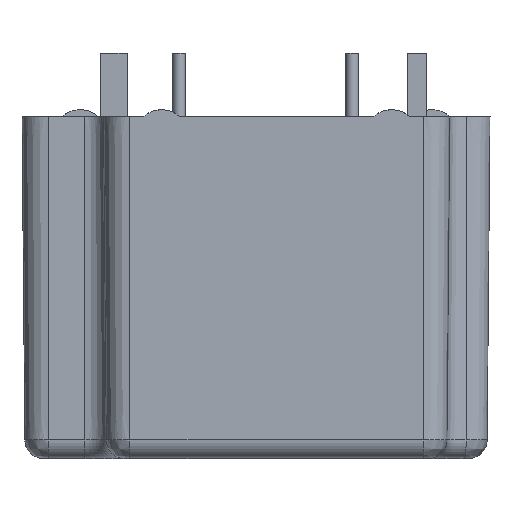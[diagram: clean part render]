
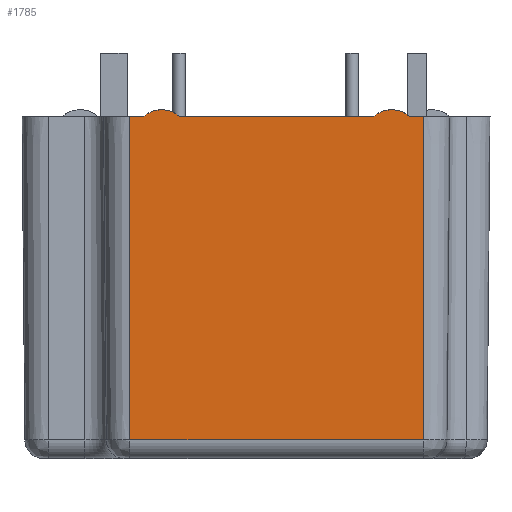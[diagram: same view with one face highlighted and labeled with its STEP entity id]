
A CAD part, front view. The second image highlights one B-rep face of the part: STEP entity #1785.
In plain terms, the highlighted planar face has unit normal (0, -1, -0.009).
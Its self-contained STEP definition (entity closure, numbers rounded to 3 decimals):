
#46=DIRECTION('',(1.,0.,0.));
#47=VECTOR('',#46,0.81);
#48=CARTESIAN_POINT('',(8.298,-16.256,0.));
#49=LINE('',#48,#47);
#62=DIRECTION('',(1.,0.,0.));
#63=VECTOR('',#62,11.382);
#64=CARTESIAN_POINT('',(-5.184,-16.256,0.));
#65=LINE('',#64,#63);
#78=DIRECTION('',(1.,0.,0.));
#79=VECTOR('',#78,0.81);
#80=CARTESIAN_POINT('',(-8.094,-16.256,0.));
#81=LINE('',#80,#79);
#521=CARTESIAN_POINT('',(7.272,-16.26,0.406));
#522=CARTESIAN_POINT('',(7.47,-16.26,0.406));
#523=CARTESIAN_POINT('',(7.836,-16.259,0.331));
#524=CARTESIAN_POINT('',(8.154,-16.257,0.135));
#525=CARTESIAN_POINT('',(8.298,-16.256,0.));
#527=DIRECTION('',(-1.,0.,0.));
#528=VECTOR('',#527,17.202);
#529=CARTESIAN_POINT('',(9.108,-16.091,-18.95));
#530=LINE('',#529,#528);
#531=DIRECTION('',(0.,0.009,-1.));
#532=VECTOR('',#531,18.951);
#533=CARTESIAN_POINT('',(-8.094,-16.256,0.));
#534=LINE('',#533,#532);
#535=CARTESIAN_POINT('',(-6.259,-16.26,0.406));
#536=CARTESIAN_POINT('',(-6.456,-16.26,0.406));
#537=CARTESIAN_POINT('',(-6.822,-16.259,
0.331));
#538=CARTESIAN_POINT('',(-7.14,-16.257,
0.135));
#539=CARTESIAN_POINT('',(-7.284,-16.256,0.));
#541=CARTESIAN_POINT('',(-6.21,-16.26,0.406));
#542=CARTESIAN_POINT('',(-6.012,-16.26,0.406));
#543=CARTESIAN_POINT('',(-5.646,-16.259,
0.331));
#544=CARTESIAN_POINT('',(-5.328,-16.257,
0.135));
#545=CARTESIAN_POINT('',(-5.184,-16.256,0.));
#547=CARTESIAN_POINT('',(7.223,-16.26,0.406));
#548=CARTESIAN_POINT('',(7.026,-16.26,0.406));
#549=CARTESIAN_POINT('',(6.66,-16.259,0.331));
#550=CARTESIAN_POINT('',(6.342,-16.257,0.135));
#551=CARTESIAN_POINT('',(6.198,-16.256,0.));
#589=DIRECTION('',(1.,0.,0.));
#590=VECTOR('',#589,0.049);
#591=CARTESIAN_POINT('',(7.223,-16.26,0.406));
#592=LINE('',#591,#590);
#605=DIRECTION('',(1.,0.,0.));
#606=VECTOR('',#605,0.049);
#607=CARTESIAN_POINT('',(-6.259,-16.26,0.406));
#608=LINE('',#607,#606);
#662=DIRECTION('',(0.,0.009,-1.));
#663=VECTOR('',#662,18.951);
#664=CARTESIAN_POINT('',(9.108,-16.256,0.));
#665=LINE('',#664,#663);
#933=CARTESIAN_POINT('',(-8.094,-16.256,0.));
#934=VERTEX_POINT('',#933);
#935=CARTESIAN_POINT('',(9.108,-16.256,0.));
#937=VERTEX_POINT('',#935);
#967=CARTESIAN_POINT('',(9.108,-16.091,-18.95));
#968=VERTEX_POINT('',#967);
#971=CARTESIAN_POINT('',(-8.094,-16.091,
-18.95));
#972=VERTEX_POINT('',#971);
#1061=VERTEX_POINT('',#521);
#1062=VERTEX_POINT('',#525);
#1067=VERTEX_POINT('',#541);
#1068=VERTEX_POINT('',#545);
#1077=CARTESIAN_POINT('',(-7.284,-16.256,0.));
#1078=VERTEX_POINT('',#1077);
#1079=CARTESIAN_POINT('',(6.198,-16.256,0.));
#1080=VERTEX_POINT('',#1079);
#1095=VERTEX_POINT('',#547);
#1098=VERTEX_POINT('',#535);
#1759=CARTESIAN_POINT('',(-9.661,-16.256,0.));
#1760=DIRECTION('',(0.,-1.,-0.009));
#1761=DIRECTION('',(1.,0.,0.));
#1762=AXIS2_PLACEMENT_3D('',#1759,#1760,#1761);
#1763=PLANE('',#1762);
#1765=ORIENTED_EDGE('',*,*,#1764,.T.);
#1766=ORIENTED_EDGE('',*,*,#1126,.T.);
#1768=ORIENTED_EDGE('',*,*,#1767,.T.);
#1769=ORIENTED_EDGE('',*,*,#1488,.T.);
#1770=ORIENTED_EDGE('',*,*,#1754,.F.);
#1771=ORIENTED_EDGE('',*,*,#1142,.T.);
#1773=ORIENTED_EDGE('',*,*,#1772,.F.);
#1775=ORIENTED_EDGE('',*,*,#1774,.T.);
#1777=ORIENTED_EDGE('',*,*,#1776,.T.);
#1778=ORIENTED_EDGE('',*,*,#1134,.T.);
#1780=ORIENTED_EDGE('',*,*,#1779,.F.);
#1782=ORIENTED_EDGE('',*,*,#1781,.T.);
#1783=EDGE_LOOP('',(#1765,#1766,#1768,#1769,#1770,#1771,#1773,#1775,#1777,#1778,
#1780,#1782));
#1784=FACE_OUTER_BOUND('',#1783,.F.);
#526=B_SPLINE_CURVE_WITH_KNOTS('',3,(#521,#522,#523,#524,#525),.UNSPECIFIED.,
.F.,.F.,(4,1,4),(0.,0.5,1.),.UNSPECIFIED.);
#540=B_SPLINE_CURVE_WITH_KNOTS('',3,(#535,#536,#537,#538,#539),.UNSPECIFIED.,
.F.,.F.,(4,1,4),(0.,0.5,1.),.UNSPECIFIED.);
#546=B_SPLINE_CURVE_WITH_KNOTS('',3,(#541,#542,#543,#544,#545),.UNSPECIFIED.,
.F.,.F.,(4,1,4),(0.,0.5,1.),.UNSPECIFIED.);
#552=B_SPLINE_CURVE_WITH_KNOTS('',3,(#547,#548,#549,#550,#551),.UNSPECIFIED.,
.F.,.F.,(4,1,4),(0.,0.5,1.),.UNSPECIFIED.);
#1126=EDGE_CURVE('',#1062,#937,#49,.T.);
#1134=EDGE_CURVE('',#1068,#1080,#65,.T.);
#1142=EDGE_CURVE('',#934,#1078,#81,.T.);
#1488=EDGE_CURVE('',#968,#972,#530,.T.);
#1754=EDGE_CURVE('',#934,#972,#534,.T.);
#1764=EDGE_CURVE('',#1061,#1062,#526,.T.);
#1767=EDGE_CURVE('',#937,#968,#665,.T.);
#1772=EDGE_CURVE('',#1098,#1078,#540,.T.);
#1774=EDGE_CURVE('',#1098,#1067,#608,.T.);
#1776=EDGE_CURVE('',#1067,#1068,#546,.T.);
#1779=EDGE_CURVE('',#1095,#1080,#552,.T.);
#1781=EDGE_CURVE('',#1095,#1061,#592,.T.);
#1785=ADVANCED_FACE('',(#1784),#1763,.T.);
